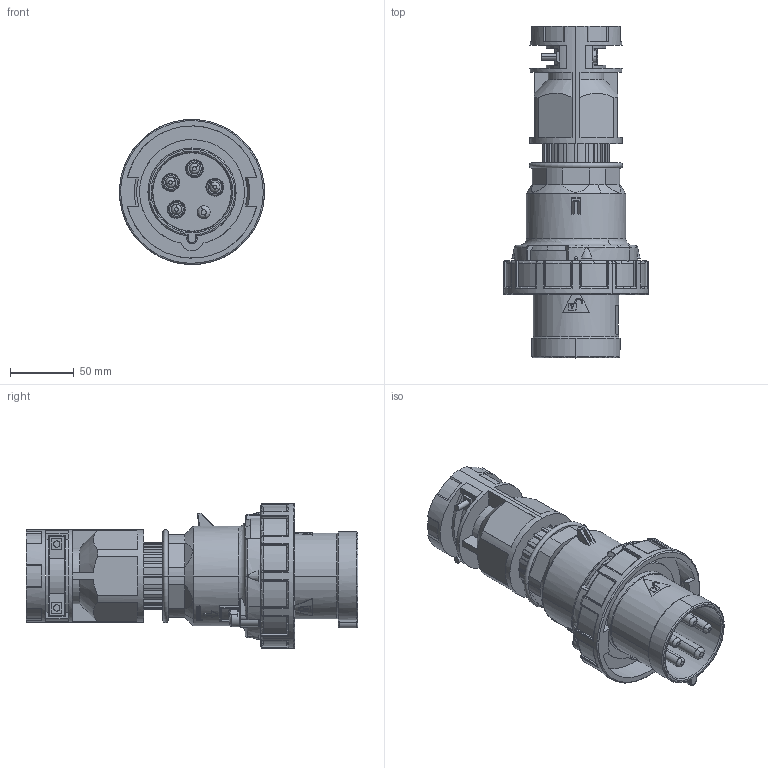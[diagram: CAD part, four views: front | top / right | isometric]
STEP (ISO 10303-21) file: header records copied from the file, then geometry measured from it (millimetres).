
FILE_DESCRIPTION (( 'STEP AP203' ), '1' );
FILE_NAME ('BRY560P7W.step', '2022-08-17T19:37:05', ( '' ), ( '' ), 'SwSTEP 2.0', 'SolidWorks 2021', '' );
FILE_SCHEMA (( 'CONFIG_CONTROL_DESIGN' ));
Products named in the file (1): BRY560P7W
Bounding box: 113.39 x 259.5 x 113.39 mm (x, y, z)
Volume: 757769.9 mm3; surface area: 157962.5 mm2
Topology: 8 solids, 8 shells, 1182 faces, 3181 edges, 2037 vertices
Faces by surface type: plane 471, cylinder 388, bspline 173, torus 93, cone 44, sphere 13
Entity records: 51835 total; most frequent: CARTESIAN_POINT 26944, ORIENTED_EDGE 6302, DIRECTION 3307, EDGE_CURVE 3151, B_SPLINE_CURVE_WITH_KNOTS 2127, VERTEX_POINT 2036, AXIS2_PLACEMENT_3D 1292, EDGE_LOOP 1255
